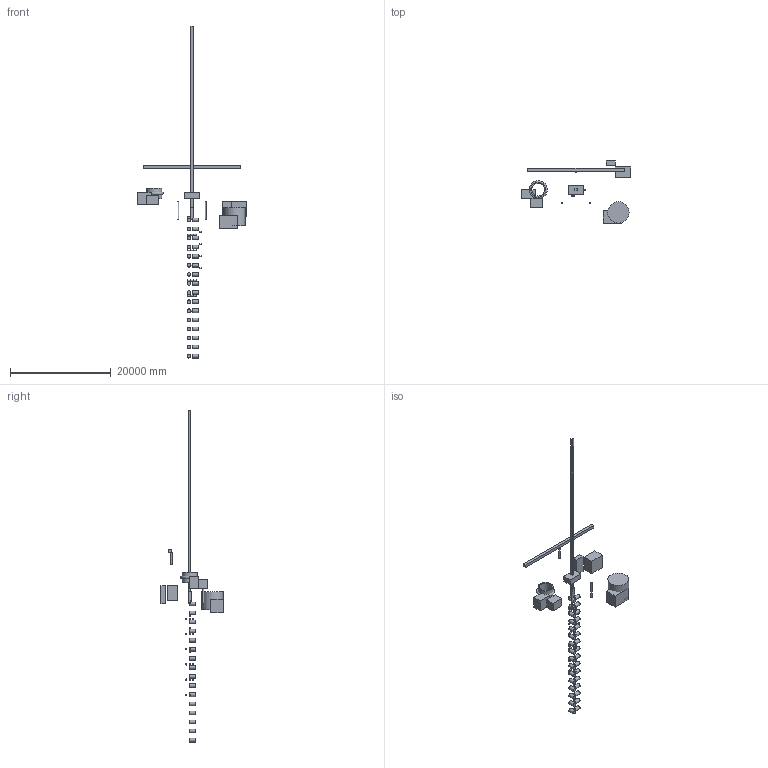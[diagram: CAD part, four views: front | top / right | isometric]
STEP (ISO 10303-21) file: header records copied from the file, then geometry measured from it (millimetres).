
FILE_DESCRIPTION(('FreeCAD Model'),'2;1');
FILE_NAME('Open CASCADE Shape Model','2025-11-03T22:57:19',('Author'),( ''),'Open CASCADE STEP processor 7.8','FreeCAD','Unknown');
FILE_SCHEMA(('AUTOMOTIVE_DESIGN { 1 0 10303 214 1 1 1 1 }'));
Length unit declared in the file: millimetre
Products named in the file (77): Sistema_Induccion_Palanquillas; Hilo_Colada_Vertical; Tundish; Molde_Cobre; RollerX_00; RollerY_00; RollerX_01; RollerY_01; RollerX_02; RollerY_02; RollerX_03; RollerY_03; RollerX_04; RollerY_04; RollerX_05; RollerY_05; RollerX_06; RollerY_06; RollerX_07; RollerY_07; RollerX_08; RollerY_08; RollerX_09; RollerY_09; RollerX_10; RollerY_10; RollerX_11; RollerY_11; RollerX_12; RollerY_12; RollerX_13; RollerY_13; RollerX_14; RollerY_14; RollerX_15; RollerY_15; Spray_1_0; Spray_1_90; Spray_1_180; Spray_1_270 ...
Assembly tree (76 placements, depth 2):
  Sistema_Induccion_Palanquillas
    Hilo_Colada_Vertical
    Tundish
    Molde_Cobre
    RollerX_00
    RollerY_00
    RollerX_01
    RollerY_01
    RollerX_02
    RollerY_02
    RollerX_03
    RollerY_03
    RollerX_04
    RollerY_04
    RollerX_05
    RollerY_05
    RollerX_06
    RollerY_06
    RollerX_07
    RollerY_07
    RollerX_08
    RollerY_08
    RollerX_09
    RollerY_09
    RollerX_10
    RollerY_10
    RollerX_11
    RollerY_11
    RollerX_12
    RollerY_12
    RollerX_13
    RollerY_13
    RollerX_14
    RollerY_14
    RollerX_15
    RollerY_15
    Spray_1_0
    Spray_1_90
    Spray_1_180
    Spray_1_270
    Spray_2_0
    Spray_2_90
    Spray_2_180
    Spray_2_270
    Spray_3_0
    Spray_3_90
    Spray_3_180
    Spray_3_270
    Spray_4_0
    Spray_4_90
    Spray_4_180
    Spray_4_270
    Spray_5_0
    Spray_5_90
    Spray_5_180
    Spray_5_270
    Spray_6_0
    Spray_6_90
    Spray_6_180
    Spray_6_270
Bounding box: 21600 x 12300 x 65760 mm (x, y, z)
Volume: 162241138000.3 mm3; surface area: 580458861 mm2
Topology: 76 solids, 76 shells, 257 faces, 320 edges, 213 vertices
Faces by surface type: plane 190, cylinder 66, torus 1
Full cylindrical faces by diameter (mm): 240 x30, 360 x1, 720 x32, 2520 x1, 3000 x1, 4200 x1
Entity records: 6396 total; most frequent: DIRECTION 1122, CARTESIAN_POINT 867, ORIENTED_EDGE 640, AXIS2_PLACEMENT_3D 468, EDGE_CURVE 320, FACE_BOUND 259, EDGE_LOOP 259, ADVANCED_FACE 257
